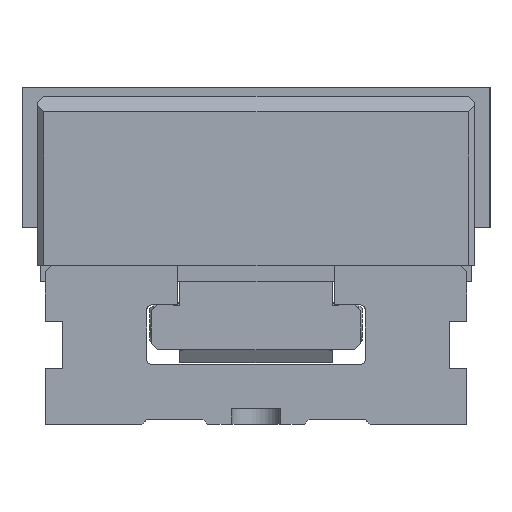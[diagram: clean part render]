
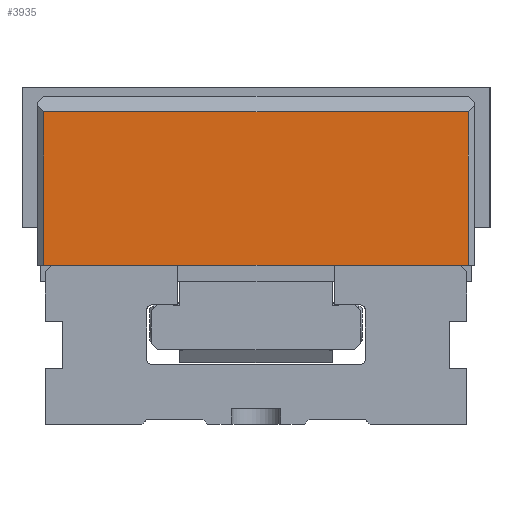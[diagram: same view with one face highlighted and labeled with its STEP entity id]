
A CAD part, left-side view. The second image highlights one B-rep face of the part: STEP entity #3935.
In plain terms, the highlighted planar face has unit normal (-1, 0, 0).
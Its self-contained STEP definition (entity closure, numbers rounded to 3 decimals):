
#3935=ADVANCED_FACE('',(#4510),#4237,.T.);
#4237=PLANE('',#10797);
#4510=FACE_OUTER_BOUND('',#5021,.T.);
#5021=EDGE_LOOP('',(#7997,#7998,#7999,#8000));
#5644=LINE('',#14977,#6300);
#5655=LINE('',#15008,#6311);
#5656=LINE('',#15011,#6312);
#5657=LINE('',#15012,#6313);
#6300=VECTOR('',#12540,1.);
#6311=VECTOR('',#12563,1.);
#6312=VECTOR('',#12564,1.);
#6313=VECTOR('',#12565,1.);
#7997=ORIENTED_EDGE('',*,*,#9845,.T.);
#7998=ORIENTED_EDGE('',*,*,#9846,.T.);
#7999=ORIENTED_EDGE('',*,*,#9830,.T.);
#8000=ORIENTED_EDGE('',*,*,#9847,.T.);
#8918=VERTEX_POINT('',#14978);
#8919=VERTEX_POINT('',#14979);
#8932=VERTEX_POINT('',#15009);
#8933=VERTEX_POINT('',#15010);
#9830=EDGE_CURVE('',#8918,#8919,#5644,.T.);
#9845=EDGE_CURVE('',#8932,#8933,#5655,.T.);
#9846=EDGE_CURVE('',#8933,#8918,#5656,.T.);
#9847=EDGE_CURVE('',#8919,#8932,#5657,.T.);
#10797=AXIS2_PLACEMENT_3D('',#15013,#12566,#12567);
#12540=DIRECTION('',(0.,-1.,0.));
#12563=DIRECTION('',(0.,1.,0.));
#12564=DIRECTION('',(0.,0.,-1.));
#12565=DIRECTION('',(0.,0.,1.));
#12566=DIRECTION('',(-1.,0.,0.));
#12567=DIRECTION('',(0.,0.,-1.));
#14977=CARTESIAN_POINT('',(-506.485,67.5,51.4));
#14978=CARTESIAN_POINT('',(-506.485,135.5,51.4));
#14979=CARTESIAN_POINT('',(-506.485,-0.5,51.4));
#15008=CARTESIAN_POINT('',(-506.485,67.5,100.6));
#15009=CARTESIAN_POINT('',(-506.485,-0.5,100.6));
#15010=CARTESIAN_POINT('',(-506.485,135.5,100.6));
#15011=CARTESIAN_POINT('',(-506.485,135.5,51.3));
#15012=CARTESIAN_POINT('',(-506.485,-0.5,51.3));
#15013=CARTESIAN_POINT('',(-506.485,67.5,51.3));
